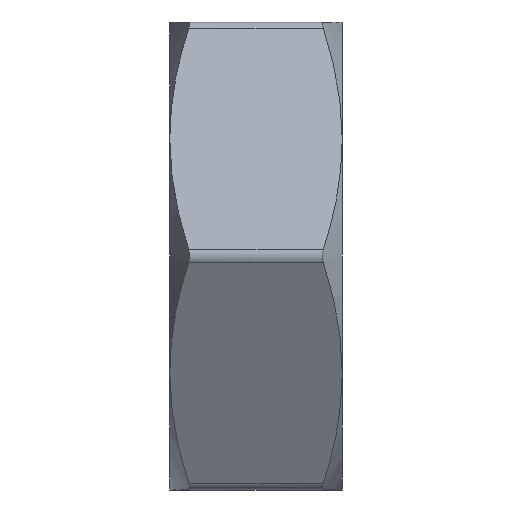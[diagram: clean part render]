
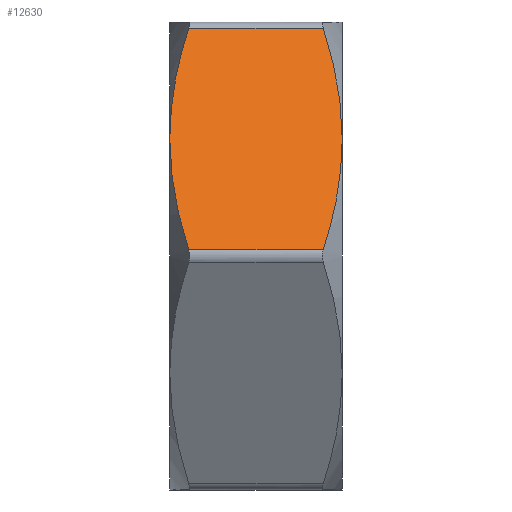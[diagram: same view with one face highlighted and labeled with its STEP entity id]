
A CAD part, left-side view. The second image highlights one B-rep face of the part: STEP entity #12630.
In plain terms, the highlighted planar face has unit normal (-0.866, 0, 0.5).
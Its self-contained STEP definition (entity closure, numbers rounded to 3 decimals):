
#26 = EDGE_CURVE ( 'NONE', #12835, #14193, #14772, .T. ) ;
#103 = B_SPLINE_CURVE_WITH_KNOTS ( 'NONE', 3,
 ( #3478, #4491, #12796, #5689, #8082, #12897 ),
 .UNSPECIFIED., .F., .F.,
 ( 4, 2, 4 ),
 ( 0., 0.003, 0.006 ),
 .UNSPECIFIED. ) ;
#468 = VERTEX_POINT ( 'NONE', #3564 ) ;
#1127 = EDGE_CURVE ( 'NONE', #14193, #15026, #1921, .T. ) ;
#1360 = CARTESIAN_POINT ( 'NONE',  ( -10.825, 2.733, 0.25 ) ) ;
#1921 = B_SPLINE_CURVE_WITH_KNOTS ( 'NONE', 3,
 ( #11590, #12939, #5785, #3262, #4484, #5633 ),
 .UNSPECIFIED., .F., .F.,
 ( 4, 2, 4 ),
 ( 0., 0.003, 0.006 ),
 .UNSPECIFIED. ) ;
#2358 = CARTESIAN_POINT ( 'NONE',  ( -8.669, 3.482, 3.985 ) ) ;
#2533 = VERTEX_POINT ( 'NONE', #11505 ) ;
#2710 = CARTESIAN_POINT ( 'NONE',  ( -7.348, -3.412, 6.273 ) ) ;
#2780 = EDGE_CURVE ( 'NONE', #2533, #468, #11923, .T. ) ;
#3223 = CARTESIAN_POINT ( 'NONE',  ( -10.825, 3.5, 0.25 ) ) ;
#3262 = CARTESIAN_POINT ( 'NONE',  ( -9.106, -3.428, 3.227 ) ) ;
#3478 = CARTESIAN_POINT ( 'NONE',  ( -5.629, 2.733, 9.25 ) ) ;
#3550 = CARTESIAN_POINT ( 'NONE',  ( -9.324, 3.361, 2.85 ) ) ;
#3564 = CARTESIAN_POINT ( 'NONE',  ( -5.629, 2.733, 9.25 ) ) ;
#3764 = CARTESIAN_POINT ( 'NONE',  ( -10.825, 2.733, 0.25 ) ) ;
#3929 = B_SPLINE_CURVE_WITH_KNOTS ( 'NONE', 3,
 ( #14801, #11145, #10006, #2710, #4308, #7829, #5387, #13701 ),
 .UNSPECIFIED., .F., .F.,
 ( 4, 2, 2, 4 ),
 ( 0.006, 0.007, 0.008, 0.011 ),
 .UNSPECIFIED. ) ;
#4267 = FACE_OUTER_BOUND ( 'NONE', #12554, .T. ) ;
#4308 = CARTESIAN_POINT ( 'NONE',  ( -7.13, -3.361, 6.65 ) ) ;
#4484 = CARTESIAN_POINT ( 'NONE',  ( -8.669, -3.5, 3.984 ) ) ;
#4491 = CARTESIAN_POINT ( 'NONE',  ( -6.054, 2.969, 8.513 ) ) ;
#5008 = B_SPLINE_CURVE_WITH_KNOTS ( 'NONE', 3,
 ( #15281, #8268, #2358, #10642, #3550, #11832, #9255, #1360 ),
 .UNSPECIFIED., .F., .F.,
 ( 4, 2, 2, 4 ),
 ( 0.006, 0.007, 0.008, 0.011 ),
 .UNSPECIFIED. ) ;
#5126 = CARTESIAN_POINT ( 'NONE',  ( -10.825, -2.733, 0.25 ) ) ;
#5302 = DIRECTION ( 'NONE',  ( 0., 1., 0. ) ) ;
#5387 = CARTESIAN_POINT ( 'NONE',  ( -6.053, -2.968, 8.515 ) ) ;
#5471 = CARTESIAN_POINT ( 'NONE',  ( -10.97, 3.5, 0. ) ) ;
#5633 = CARTESIAN_POINT ( 'NONE',  ( -8.227, -3.5, 4.75 ) ) ;
#5689 = CARTESIAN_POINT ( 'NONE',  ( -7.348, 3.428, 6.273 ) ) ;
#5785 = CARTESIAN_POINT ( 'NONE',  ( -9.972, -3.162, 1.728 ) ) ;
#6322 = CARTESIAN_POINT ( 'NONE',  ( -5.629, 3.5, 9.25 ) ) ;
#6557 = AXIS2_PLACEMENT_3D ( 'NONE', #5471, #6803, #6702 ) ;
#6702 = DIRECTION ( 'NONE',  ( -0.5, 0., -0.866 ) ) ;
#6803 = DIRECTION ( 'NONE',  ( 0.866, 0., -0.5 ) ) ;
#7456 = EDGE_CURVE ( 'NONE', #468, #8672, #103, .T. ) ;
#7829 = CARTESIAN_POINT ( 'NONE',  ( -6.481, -3.161, 7.774 ) ) ;
#7872 = DIRECTION ( 'NONE',  ( 0., -1., 0. ) ) ;
#8082 = CARTESIAN_POINT ( 'NONE',  ( -7.785, 3.5, 5.516 ) ) ;
#8268 = CARTESIAN_POINT ( 'NONE',  ( -8.447, 3.5, 4.369 ) ) ;
#8287 = ORIENTED_EDGE ( 'NONE', *, *, #2780, .T. ) ;
#8672 = VERTEX_POINT ( 'NONE', #9770 ) ;
#9069 = PLANE ( 'NONE',  #6557 ) ;
#9255 = CARTESIAN_POINT ( 'NONE',  ( -10.401, 2.968, 0.985 ) ) ;
#9719 = ORIENTED_EDGE ( 'NONE', *, *, #26, .T. ) ;
#9770 = CARTESIAN_POINT ( 'NONE',  ( -8.227, 3.5, 4.75 ) ) ;
#10006 = CARTESIAN_POINT ( 'NONE',  ( -7.786, -3.482, 5.515 ) ) ;
#10578 = ORIENTED_EDGE ( 'NONE', *, *, #10814, .T. ) ;
#10642 = CARTESIAN_POINT ( 'NONE',  ( -9.107, 3.412, 3.227 ) ) ;
#10814 = EDGE_CURVE ( 'NONE', #15026, #2533, #3929, .T. ) ;
#11145 = CARTESIAN_POINT ( 'NONE',  ( -8.007, -3.5, 5.131 ) ) ;
#11175 = ORIENTED_EDGE ( 'NONE', *, *, #7456, .T. ) ;
#11384 = EDGE_CURVE ( 'NONE', #8672, #12835, #5008, .T. ) ;
#11505 = CARTESIAN_POINT ( 'NONE',  ( -5.629, -2.733, 9.25 ) ) ;
#11590 = CARTESIAN_POINT ( 'NONE',  ( -10.825, -2.733, 0.25 ) ) ;
#11832 = CARTESIAN_POINT ( 'NONE',  ( -9.973, 3.161, 1.726 ) ) ;
#11923 = LINE ( 'NONE', #6322, #15114 ) ;
#12021 = ORIENTED_EDGE ( 'NONE', *, *, #1127, .T. ) ;
#12554 = EDGE_LOOP ( 'NONE', ( #13902, #9719, #12021, #10578, #8287, #11175 ) ) ;
#12630 = ADVANCED_FACE ( 'NONE', ( #4267 ), #9069, .F. ) ;
#12796 = CARTESIAN_POINT ( 'NONE',  ( -6.483, 3.162, 7.772 ) ) ;
#12835 = VERTEX_POINT ( 'NONE', #3764 ) ;
#12897 = CARTESIAN_POINT ( 'NONE',  ( -8.227, 3.5, 4.75 ) ) ;
#12939 = CARTESIAN_POINT ( 'NONE',  ( -10.4, -2.969, 0.987 ) ) ;
#13701 = CARTESIAN_POINT ( 'NONE',  ( -5.629, -2.733, 9.25 ) ) ;
#13902 = ORIENTED_EDGE ( 'NONE', *, *, #11384, .T. ) ;
#13904 = CARTESIAN_POINT ( 'NONE',  ( -8.227, -3.5, 4.75 ) ) ;
#14193 = VERTEX_POINT ( 'NONE', #5126 ) ;
#14240 = VECTOR ( 'NONE', #7872, 1000. ) ;
#14772 = LINE ( 'NONE', #3223, #14240 ) ;
#14801 = CARTESIAN_POINT ( 'NONE',  ( -8.227, -3.5, 4.75 ) ) ;
#15026 = VERTEX_POINT ( 'NONE', #13904 ) ;
#15114 = VECTOR ( 'NONE', #5302, 1000. ) ;
#15281 = CARTESIAN_POINT ( 'NONE',  ( -8.227, 3.5, 4.75 ) ) ;
